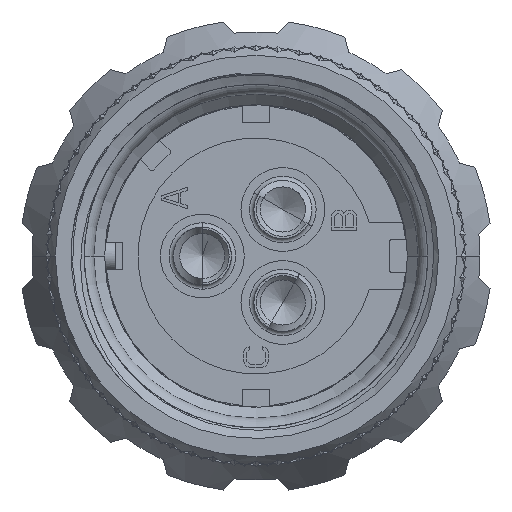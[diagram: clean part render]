
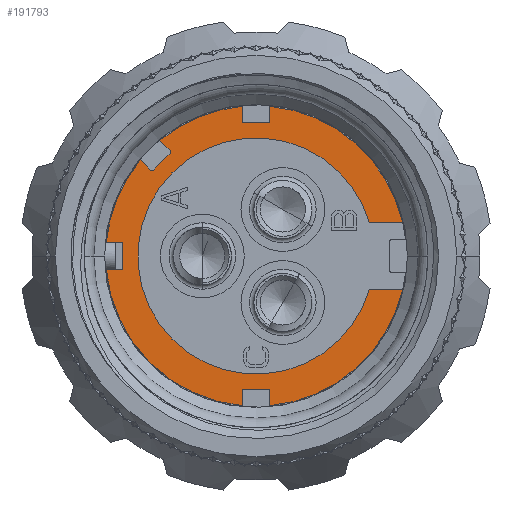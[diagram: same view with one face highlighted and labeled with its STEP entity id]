
A CAD part, left-side view. The second image highlights one B-rep face of the part: STEP entity #191793.
In plain terms, the highlighted planar face has unit normal (-1, 0, 0).
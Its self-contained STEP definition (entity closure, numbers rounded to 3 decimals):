
#48757=CARTESIAN_POINT('',(-0.8,0.,0.));
#48758=DIRECTION('',(1.,0.,0.));
#48759=DIRECTION('',(0.,-0.091,0.996));
#48760=AXIS2_PLACEMENT_3D('',#48757,#48758,#48759);
#48775=CARTESIAN_POINT('',(-0.8,0.,0.));
#48776=DIRECTION('',(1.,0.,0.));
#48777=DIRECTION('',(0.,0.639,0.769));
#48778=AXIS2_PLACEMENT_3D('',#48775,#48776,#48777);
#48793=CARTESIAN_POINT('',(-0.8,0.,0.));
#48794=DIRECTION('',(1.,0.,0.));
#48795=DIRECTION('',(0.,0.996,0.091));
#48796=AXIS2_PLACEMENT_3D('',#48793,#48794,#48795);
#48859=CARTESIAN_POINT('',(-0.8,0.,0.));
#48860=DIRECTION('',(-1.,0.,0.));
#48861=DIRECTION('',(0.,0.996,-0.091));
#48862=AXIS2_PLACEMENT_3D('',#48859,#48860,#48861);
#48877=CARTESIAN_POINT('',(-0.8,0.,0.));
#48878=DIRECTION('',(-1.,0.,0.));
#48879=DIRECTION('',(0.,-0.091,-0.996));
#48880=AXIS2_PLACEMENT_3D('',#48877,#48878,#48879);
#49026=CARTESIAN_POINT('',(-0.8,6.3,-0.54));
#49027=DIRECTION('',(1.,0.,0.));
#49028=DIRECTION('',(0.,-1.,0.));
#49029=AXIS2_PLACEMENT_3D('',#49026,#49027,#49028);
#49048=CARTESIAN_POINT('',(-0.8,6.3,0.54));
#49049=DIRECTION('',(1.,0.,0.));
#49050=DIRECTION('',(0.,0.,1.));
#49051=AXIS2_PLACEMENT_3D('',#49048,#49049,#49050);
#49053=DIRECTION('',(0.,-1.,0.));
#49054=VECTOR('',#49053,1.549);
#49055=CARTESIAN_POINT('',(-0.8,-5.279,-1.545));
#49056=LINE('12878',#49055,#49054);
#49057=DIRECTION('',(0.,0.,1.));
#49058=VECTOR('',#49057,0.671);
#49059=CARTESIAN_POINT('',(-0.8,-0.64,-6.971));
#49060=LINE('12820',#49059,#49058);
#49061=DIRECTION('',(0.,1.,0.));
#49062=VECTOR('',#49061,1.08);
#49063=CARTESIAN_POINT('',(-0.8,-0.54,-6.2));
#49064=LINE('12821',#49063,#49062);
#49065=DIRECTION('',(0.,0.,1.));
#49066=VECTOR('',#49065,0.671);
#49067=CARTESIAN_POINT('',(-0.8,0.64,-6.971));
#49068=LINE('12822',#49067,#49066);
#49069=DIRECTION('',(0.,-1.,0.));
#49070=VECTOR('',#49069,0.671);
#49071=CARTESIAN_POINT('',(-0.8,6.971,-0.64));
#49072=LINE('12814',#49071,#49070);
#49073=DIRECTION('',(0.,0.,1.));
#49074=VECTOR('',#49073,1.08);
#49075=CARTESIAN_POINT('',(-0.8,6.2,-0.54));
#49076=LINE('12815',#49075,#49074);
#49077=DIRECTION('',(0.,-1.,0.));
#49078=VECTOR('',#49077,0.671);
#49079=CARTESIAN_POINT('',(-0.8,6.971,0.64));
#49080=LINE('12816',#49079,#49078);
#49081=DIRECTION('',(0.,-0.707,-0.707));
#49082=VECTOR('',#49081,0.671);
#49083=CARTESIAN_POINT('',(-0.8,5.382,4.476));
#49084=LINE('12823',#49083,#49082);
#49085=DIRECTION('',(0.,-0.707,0.707));
#49086=VECTOR('',#49085,1.08);
#49087=CARTESIAN_POINT('',(-0.8,4.766,4.002));
#49088=LINE('12824',#49087,#49086);
#49089=DIRECTION('',(0.,0.707,0.707));
#49090=VECTOR('',#49089,0.671);
#49091=CARTESIAN_POINT('',(-0.8,4.002,4.907));
#49092=LINE('12825',#49091,#49090);
#49093=DIRECTION('',(0.,0.,-1.));
#49094=VECTOR('',#49093,0.671);
#49095=CARTESIAN_POINT('',(-0.8,0.64,6.971));
#49096=LINE('12817',#49095,#49094);
#49097=DIRECTION('',(0.,-1.,0.));
#49098=VECTOR('',#49097,1.08);
#49099=CARTESIAN_POINT('',(-0.8,0.54,6.2));
#49100=LINE('12818',#49099,#49098);
#49101=DIRECTION('',(0.,0.,-1.));
#49102=VECTOR('',#49101,0.671);
#49103=CARTESIAN_POINT('',(-0.8,-0.64,6.971));
#49104=LINE('12819',#49103,#49102);
#49105=DIRECTION('',(0.,1.,0.));
#49106=VECTOR('',#49105,1.549);
#49107=CARTESIAN_POINT('',(-0.8,-6.827,1.545));
#49108=LINE('12879',#49107,#49106);
#49109=CARTESIAN_POINT('',(-0.8,0.,0.));
#49110=DIRECTION('',(1.,0.,0.));
#49111=DIRECTION('',(0.,-0.96,-0.281));
#49112=AXIS2_PLACEMENT_3D('',#49109,#49110,#49111);
#51685=CARTESIAN_POINT('',(-0.8,-0.54,-6.3));
#51686=DIRECTION('',(1.,0.,0.));
#51687=DIRECTION('',(0.,0.,1.));
#51688=AXIS2_PLACEMENT_3D('',#51685,#51686,#51687);
#51707=CARTESIAN_POINT('',(-0.8,0.54,-6.3));
#51708=DIRECTION('',(1.,0.,0.));
#51709=DIRECTION('',(0.,1.,0.));
#51710=AXIS2_PLACEMENT_3D('',#51707,#51708,#51709);
#51733=CARTESIAN_POINT('',(-0.8,4.837,4.073));
#51734=DIRECTION('',(1.,0.,0.));
#51735=DIRECTION('',(0.,-0.707,-0.707));
#51736=AXIS2_PLACEMENT_3D('',#51733,#51734,#51735);
#51755=CARTESIAN_POINT('',(-0.8,4.073,4.837));
#51756=DIRECTION('',(1.,0.,0.));
#51757=DIRECTION('',(0.,-0.707,0.707));
#51758=AXIS2_PLACEMENT_3D('',#51755,#51756,#51757);
#51781=CARTESIAN_POINT('',(-0.8,0.54,6.3));
#51782=DIRECTION('',(1.,0.,0.));
#51783=DIRECTION('',(0.,0.,-1.));
#51784=AXIS2_PLACEMENT_3D('',#51781,#51782,#51783);
#51803=CARTESIAN_POINT('',(-0.8,-0.54,6.3));
#51804=DIRECTION('',(1.,0.,0.));
#51805=DIRECTION('',(0.,-1.,0.));
#51806=AXIS2_PLACEMENT_3D('',#51803,#51804,#51805);
#56935=CARTESIAN_POINT('',(-0.8,6.971,-0.64));
#56936=CARTESIAN_POINT('',(-0.8,0.64,-6.971));
#56937=VERTEX_POINT('',#56935);
#56938=VERTEX_POINT('',#56936);
#56939=CARTESIAN_POINT('',(-0.8,6.971,0.64));
#56940=CARTESIAN_POINT('',(-0.8,5.382,4.476));
#56941=VERTEX_POINT('',#56939);
#56942=VERTEX_POINT('',#56940);
#56943=CARTESIAN_POINT('',(-0.8,4.476,5.382));
#56944=CARTESIAN_POINT('',(-0.8,0.64,6.971));
#56945=VERTEX_POINT('',#56943);
#56946=VERTEX_POINT('',#56944);
#56947=CARTESIAN_POINT('',(-0.8,6.3,-0.64));
#56948=VERTEX_POINT('',#56947);
#56949=CARTESIAN_POINT('',(-0.8,6.2,-0.54));
#56950=CARTESIAN_POINT('',(-0.8,6.2,0.54));
#56951=VERTEX_POINT('',#56949);
#56952=VERTEX_POINT('',#56950);
#56953=CARTESIAN_POINT('',(-0.8,6.3,0.64));
#56954=VERTEX_POINT('',#56953);
#56955=CARTESIAN_POINT('',(-0.8,0.64,6.3));
#56956=VERTEX_POINT('',#56955);
#56957=CARTESIAN_POINT('',(-0.8,0.54,6.2));
#56958=CARTESIAN_POINT('',(-0.8,-0.54,6.2));
#56959=VERTEX_POINT('',#56957);
#56960=VERTEX_POINT('',#56958);
#56961=CARTESIAN_POINT('',(-0.8,-0.64,6.971));
#56962=CARTESIAN_POINT('',(-0.8,-0.64,6.3));
#56963=VERTEX_POINT('',#56961);
#56964=VERTEX_POINT('',#56962);
#56965=CARTESIAN_POINT('',(-0.8,-0.64,-6.971));
#56966=CARTESIAN_POINT('',(-0.8,-0.64,-6.3));
#56967=VERTEX_POINT('',#56965);
#56968=VERTEX_POINT('',#56966);
#56969=CARTESIAN_POINT('',(-0.8,-0.54,-6.2));
#56970=CARTESIAN_POINT('',(-0.8,0.54,-6.2));
#56971=VERTEX_POINT('',#56969);
#56972=VERTEX_POINT('',#56970);
#56973=CARTESIAN_POINT('',(-0.8,0.64,-6.3));
#56974=VERTEX_POINT('',#56973);
#56975=CARTESIAN_POINT('',(-0.8,4.907,4.002));
#56976=VERTEX_POINT('',#56975);
#56977=CARTESIAN_POINT('',(-0.8,4.766,4.002));
#56978=CARTESIAN_POINT('',(-0.8,4.002,4.766));
#56979=VERTEX_POINT('',#56977);
#56980=VERTEX_POINT('',#56978);
#56981=CARTESIAN_POINT('',(-0.8,4.002,4.907));
#56982=VERTEX_POINT('',#56981);
#56983=CARTESIAN_POINT('',(-0.8,-5.279,-1.545));
#56985=VERTEX_POINT('',#56983);
#56987=CARTESIAN_POINT('',(-0.8,-6.827,-1.545));
#56988=VERTEX_POINT('',#56987);
#56989=CARTESIAN_POINT('',(-0.8,-6.827,1.545));
#56990=CARTESIAN_POINT('',(-0.8,-5.279,1.545));
#56991=VERTEX_POINT('',#56989);
#56992=VERTEX_POINT('',#56990);
#191740=CARTESIAN_POINT('',(-0.8,0.,0.));
#191741=DIRECTION('',(-1.,0.,0.));
#191742=DIRECTION('',(0.,-1.,0.));
#191743=AXIS2_PLACEMENT_3D('',#191740,#191741,#191742);
#191744=PLANE('1138',#191743);
#191746=ORIENTED_EDGE('12878',*,*,#191745,.T.);
#191747=ORIENTED_EDGE('12881',*,*,#191547,.F.);
#191749=ORIENTED_EDGE('12820',*,*,#191748,.T.);
#191751=ORIENTED_EDGE('12838',*,*,#191750,.F.);
#191753=ORIENTED_EDGE('12821',*,*,#191752,.T.);
#191755=ORIENTED_EDGE('12842',*,*,#191754,.F.);
#191757=ORIENTED_EDGE('12822',*,*,#191756,.F.);
#191758=ORIENTED_EDGE('12771',*,*,#191525,.F.);
#191759=ORIENTED_EDGE('12814',*,*,#191663,.T.);
#191760=ORIENTED_EDGE('12848',*,*,#191686,.F.);
#191761=ORIENTED_EDGE('12815',*,*,#191707,.T.);
#191762=ORIENTED_EDGE('12852',*,*,#191727,.F.);
#191763=ORIENTED_EDGE('12816',*,*,#191621,.F.);
#191764=ORIENTED_EDGE('12772',*,*,#191391,.T.);
#191766=ORIENTED_EDGE('12823',*,*,#191765,.T.);
#191768=ORIENTED_EDGE('12860',*,*,#191767,.F.);
#191770=ORIENTED_EDGE('12824',*,*,#191769,.T.);
#191772=ORIENTED_EDGE('12864',*,*,#191771,.F.);
#191774=ORIENTED_EDGE('12825',*,*,#191773,.T.);
#191775=ORIENTED_EDGE('12773',*,*,#191369,.T.);
#191777=ORIENTED_EDGE('12817',*,*,#191776,.T.);
#191779=ORIENTED_EDGE('12874',*,*,#191778,.F.);
#191781=ORIENTED_EDGE('12818',*,*,#191780,.T.);
#191783=ORIENTED_EDGE('12870',*,*,#191782,.F.);
#191785=ORIENTED_EDGE('12819',*,*,#191784,.F.);
#191786=ORIENTED_EDGE('12882',*,*,#191347,.T.);
#191788=ORIENTED_EDGE('12879',*,*,#191787,.T.);
#191790=ORIENTED_EDGE('12887',*,*,#191789,.F.);
#191791=EDGE_LOOP('1138',(#191746,#191747,#191749,#191751,#191753,#191755,
#191757,#191758,#191759,#191760,#191761,#191762,#191763,#191764,#191766,#191768,
#191770,#191772,#191774,#191775,#191777,#191779,#191781,#191783,#191785,#191786,
#191788,#191790));
#191792=FACE_OUTER_BOUND('1138',#191791,.F.);
#48761=CIRCLE('12882',#48760,7.);
#48779=CIRCLE('12773',#48778,7.);
#48797=CIRCLE('12772',#48796,7.);
#48863=CIRCLE('12771',#48862,7.);
#48881=CIRCLE('12881',#48880,7.);
#49030=CIRCLE('12848',#49029,0.1);
#49052=CIRCLE('12852',#49051,0.1);
#49113=CIRCLE('12887',#49112,5.5);
#51689=CIRCLE('12838',#51688,0.1);
#51711=CIRCLE('12842',#51710,0.1);
#51737=CIRCLE('12860',#51736,0.1);
#51759=CIRCLE('12864',#51758,0.1);
#51785=CIRCLE('12874',#51784,0.1);
#51807=CIRCLE('12870',#51806,0.1);
#191347=EDGE_CURVE('12882',#56963,#56991,#48761,.T.);
#191369=EDGE_CURVE('12773',#56945,#56946,#48779,.T.);
#191391=EDGE_CURVE('12772',#56941,#56942,#48797,.T.);
#191525=EDGE_CURVE('12771',#56937,#56938,#48863,.T.);
#191547=EDGE_CURVE('12881',#56967,#56988,#48881,.T.);
#191621=EDGE_CURVE('12816',#56941,#56954,#49080,.T.);
#191663=EDGE_CURVE('12814',#56937,#56948,#49072,.T.);
#191686=EDGE_CURVE('12848',#56951,#56948,#49030,.T.);
#191707=EDGE_CURVE('12815',#56951,#56952,#49076,.T.);
#191727=EDGE_CURVE('12852',#56954,#56952,#49052,.T.);
#191745=EDGE_CURVE('12878',#56985,#56988,#49056,.T.);
#191748=EDGE_CURVE('12820',#56967,#56968,#49060,.T.);
#191750=EDGE_CURVE('12838',#56971,#56968,#51689,.T.);
#191752=EDGE_CURVE('12821',#56971,#56972,#49064,.T.);
#191754=EDGE_CURVE('12842',#56974,#56972,#51711,.T.);
#191756=EDGE_CURVE('12822',#56938,#56974,#49068,.T.);
#191765=EDGE_CURVE('12823',#56942,#56976,#49084,.T.);
#191767=EDGE_CURVE('12860',#56979,#56976,#51737,.T.);
#191769=EDGE_CURVE('12824',#56979,#56980,#49088,.T.);
#191771=EDGE_CURVE('12864',#56982,#56980,#51759,.T.);
#191773=EDGE_CURVE('12825',#56982,#56945,#49092,.T.);
#191776=EDGE_CURVE('12817',#56946,#56956,#49096,.T.);
#191778=EDGE_CURVE('12874',#56959,#56956,#51785,.T.);
#191780=EDGE_CURVE('12818',#56959,#56960,#49100,.T.);
#191782=EDGE_CURVE('12870',#56964,#56960,#51807,.T.);
#191784=EDGE_CURVE('12819',#56963,#56964,#49104,.T.);
#191787=EDGE_CURVE('12879',#56991,#56992,#49108,.T.);
#191789=EDGE_CURVE('12887',#56985,#56992,#49113,.T.);
#191793=ADVANCED_FACE('1138',(#191792),#191744,.T.);
